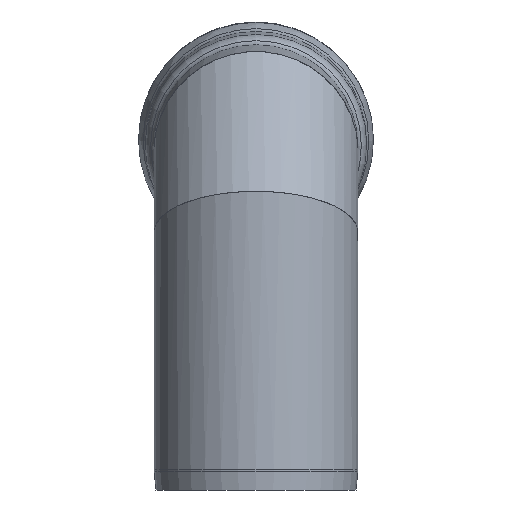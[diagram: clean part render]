
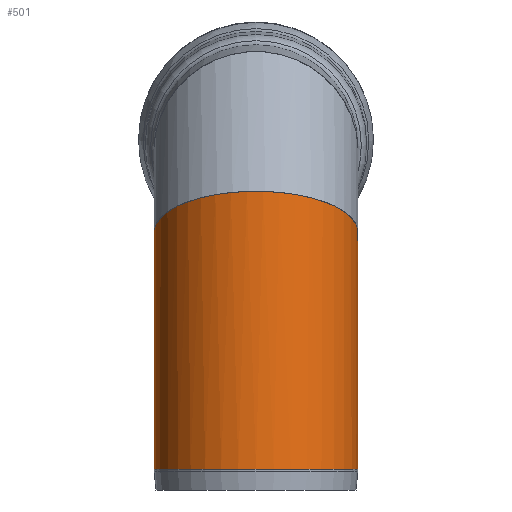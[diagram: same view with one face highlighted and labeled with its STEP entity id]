
A CAD part, left-side view. The second image highlights one B-rep face of the part: STEP entity #501.
In plain terms, the highlighted cylindrical face has radius 365 mm (diameter 730 mm), a full revolution.
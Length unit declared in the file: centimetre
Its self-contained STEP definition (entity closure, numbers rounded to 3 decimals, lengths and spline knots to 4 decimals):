
#36=ELLIPSE('',#551,39.2976,36.5);
#44=CYLINDRICAL_SURFACE('',#550,36.5);
#57=LINE('',#854,#73);
#73=VECTOR('',#665,36.5);
#97=FACE_OUTER_BOUND('',#129,.T.);
#129=EDGE_LOOP('',(#362,#363,#364,#365,#366));
#162=CIRCLE('',#536,36.5);
#163=CIRCLE('',#537,36.5);
#214=VERTEX_POINT('',#826);
#215=VERTEX_POINT('',#828);
#222=VERTEX_POINT('',#853);
#262=EDGE_CURVE('',#214,#215,#162,.T.);
#263=EDGE_CURVE('',#215,#214,#163,.T.);
#275=EDGE_CURVE('',#215,#222,#57,.T.);
#276=EDGE_CURVE('',#222,#222,#36,.T.);
#362=ORIENTED_EDGE('',*,*,#262,.F.);
#363=ORIENTED_EDGE('',*,*,#263,.F.);
#364=ORIENTED_EDGE('',*,*,#275,.T.);
#365=ORIENTED_EDGE('',*,*,#276,.F.);
#366=ORIENTED_EDGE('',*,*,#275,.F.);
#501=ADVANCED_FACE('',(#97),#44,.T.);
#536=AXIS2_PLACEMENT_3D('',#829,#632,#633);
#537=AXIS2_PLACEMENT_3D('',#830,#634,#635);
#550=AXIS2_PLACEMENT_3D('',#852,#663,#664);
#551=AXIS2_PLACEMENT_3D('',#855,#666,#667);
#632=DIRECTION('center_axis',(0.,0.,-1.));
#633=DIRECTION('ref_axis',(1.,0.,0.));
#634=DIRECTION('center_axis',(0.,0.,-1.));
#635=DIRECTION('ref_axis',(1.,0.,0.));
#663=DIRECTION('center_axis',(0.,0.,-1.));
#664=DIRECTION('ref_axis',(-1.,0.,0.));
#665=DIRECTION('',(0.,0.,1.));
#666=DIRECTION('center_axis',(0.371,0.,0.929));
#667=DIRECTION('ref_axis',(-0.929,0.,0.371));
#826=CARTESIAN_POINT('',(737.0828,-36.5,188.1963));
#828=CARTESIAN_POINT('',(773.5828,0.,188.1963));
#829=CARTESIAN_POINT('Origin',(737.0828,0.,188.1963));
#830=CARTESIAN_POINT('Origin',(737.0828,0.,188.1963));
#852=CARTESIAN_POINT('Origin',(737.0828,0.,192.7771));
#853=CARTESIAN_POINT('',(773.5828,0.,258.7149));
#854=CARTESIAN_POINT('',(773.5828,0.,192.7771));
#855=CARTESIAN_POINT('Origin',(737.0828,0.,273.2769));
